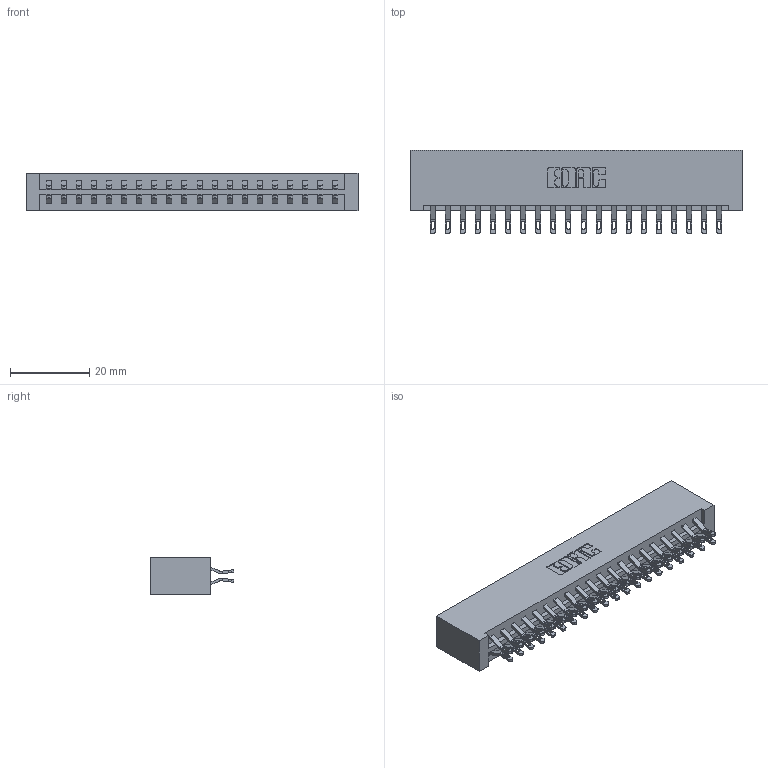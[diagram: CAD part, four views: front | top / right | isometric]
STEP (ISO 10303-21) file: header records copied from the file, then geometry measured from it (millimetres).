
FILE_DESCRIPTION (( 'STEP AP203' ), '1' );
FILE_NAME ('379-040-555-201.STEP', '2020-02-26T17:12:07', ( '' ), ( '' ), 'SwSTEP 2.0', 'SolidWorks 2016', '' );
FILE_SCHEMA (( 'CONFIG_CONTROL_DESIGN' ));
Length unit declared in the file: inch
Products named in the file (3): 379 Part_Lugless; 379-040-555-201; 345-292-001_555 Tail
Assembly tree (41 placements, depth 2):
  379-040-555-201
    379 Part_Lugless
    345-292-001_555 Tail  x40
Bounding box: 83.82 x 21.13 x 9.53 mm (x, y, z)
Volume: 9511.3 mm3; surface area: 10959.4 mm2
Topology: 41 solids, 41 shells, 2426 faces, 7607 edges, 5070 vertices
Faces by surface type: plane 1426, cylinder 1000
Entity records: 15761 total; most frequent: CARTESIAN_POINT 2672, ORIENTED_EDGE 2578, DIRECTION 2285, EDGE_CURVE 1289, VECTOR 1149, LINE 1149, VERTEX_POINT 858, AXIS2_PLACEMENT_3D 568
